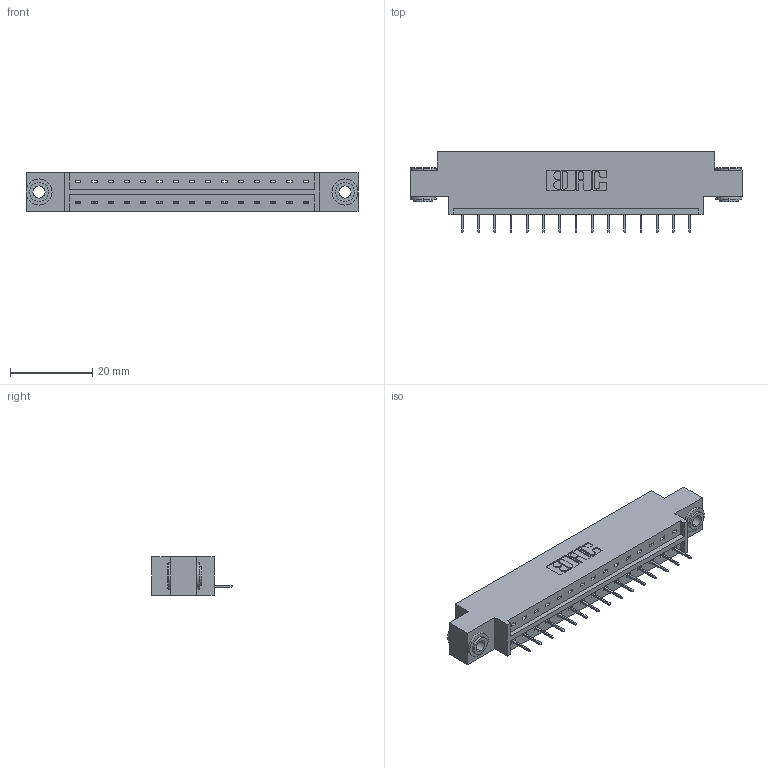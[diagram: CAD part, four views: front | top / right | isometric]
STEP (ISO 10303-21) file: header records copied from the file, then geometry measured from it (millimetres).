
FILE_DESCRIPTION (( 'STEP AP203' ), '1' );
FILE_NAME ('333-015-524-603.STEP', '2018-08-01T03:42:52', ( '' ), ( '' ), 'SwSTEP 2.0', 'SolidWorks 2016', '' );
FILE_SCHEMA (( 'CONFIG_CONTROL_DESIGN' ));
Length unit declared in the file: inch
Products named in the file (4): 333 Part_Offset - .156 Dia - TH; 345-292-001_345-293-124; 345-250-002_345-250-002-102; 333-015-524-603
Assembly tree (18 placements, depth 2):
  333-015-524-603
    333 Part_Offset - .156 Dia - TH
    345-292-001_345-293-124  x15
    345-250-002_345-250-002-102  x2
Bounding box: 80.98 x 19.69 x 9.4 mm (x, y, z)
Volume: 7648.5 mm3; surface area: 8320.8 mm2
Topology: 18 solids, 18 shells, 1086 faces, 3099 edges, 2002 vertices
Faces by surface type: plane 804, cylinder 274, cone 8
Entity records: 13518 total; most frequent: CARTESIAN_POINT 2314, ORIENTED_EDGE 2258, DIRECTION 2041, EDGE_CURVE 1129, LINE 981, VECTOR 981, VERTEX_POINT 746, AXIS2_PLACEMENT_3D 530
